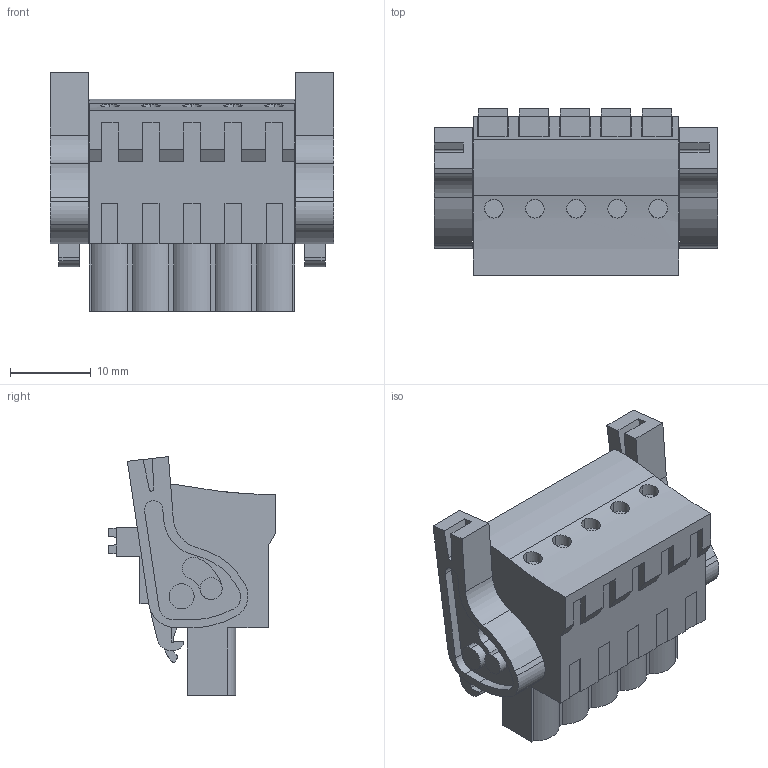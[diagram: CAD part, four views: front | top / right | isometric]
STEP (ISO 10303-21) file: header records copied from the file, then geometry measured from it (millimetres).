
FILE_DESCRIPTION(('CATIA V5 STEP Exchange','CAx-IF Rec.Pracs.--- Model Styling and Organization---1.4--- 2014-01-23'),'2;1');
FILE_NAME ('D1446191_0_1000440001_1000440001.stp','2017-09-09T07:22:41+00:00',('none'),('Weidmueller'),'CATIA Version 5-6 Release 2016','CATIA V5 STEP AP214','none');
FILE_SCHEMA(('AUTOMOTIVE_DESIGN { 1 0 10303 214 1 1 1 1 }'));
Length unit declared in the file: millimetre
Products named in the file (1): 1000440001
Bounding box: 35.1 x 20.64 x 29.52 mm (x, y, z)
Volume: 8920.8 mm3; surface area: 5494.8 mm2
Topology: 8 solids, 8 shells, 471 faces, 1320 edges, 895 vertices
Faces by surface type: plane 343, cylinder 118, extrusion 10
Entity records: 14279 total; most frequent: CARTESIAN_POINT 2837, ORIENTED_EDGE 2640, DIRECTION 1851, EDGE_CURVE 1320, VECTOR 1047, LINE 1037, VERTEX_POINT 895, AXIS2_PLACEMENT_3D 521
